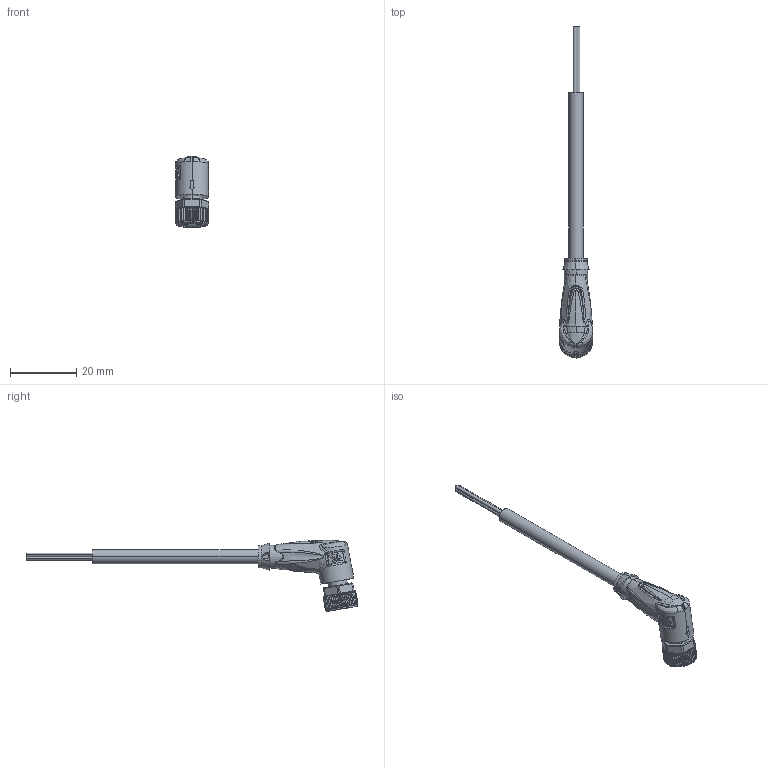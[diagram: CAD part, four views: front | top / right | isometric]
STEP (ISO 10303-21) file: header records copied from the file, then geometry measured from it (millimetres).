
FILE_DESCRIPTION(('STEP AP214'),'1');
FILE_NAME('cctmp_FC945650-9BE4-4F9C-9E65-2D28A8E401C1_2022_04_27_10_37_05_0458..stp','2022-04-27T08:37:11',('KiM GmbH'),('CADClick - www.CADClick.com'),'Spatial InterOp 3D postprocessed',' ','unknown authorization');
FILE_SCHEMA(('AUTOMOTIVE_DESIGN'));
Length unit declared in the file: millimetre
Products named in the file (7): T193660_1; Connection2; Cable; Connection1; Connection1_2; Connection1_1; T193660
Assembly tree (6 placements, depth 4):
  T193660
    T193660_1
      Connection2
      Cable
      Connection1
        Connection1_2
        Connection1_1
Bounding box: 10 x 100.08 x 21.47 mm (x, y, z)
Volume: 3188.3 mm3; surface area: 2924.7 mm2
Topology: 8 solids, 10 shells, 879 faces, 2270 edges, 1421 vertices
Faces by surface type: plane 394, bspline 149, torus 136, cylinder 116, cone 72, extrusion 12
Entity records: 80790 total; most frequent: CARTESIAN_POINT 53514, ORIENTED_EDGE 4524, DIRECTION 3756, EDGE_CURVE 2266, STYLED_ITEM 1964, PRESENTATION_STYLE_ASSIGNMENT 1964, VERTEX_POINT 1421, AXIS2_PLACEMENT_3D 1346
